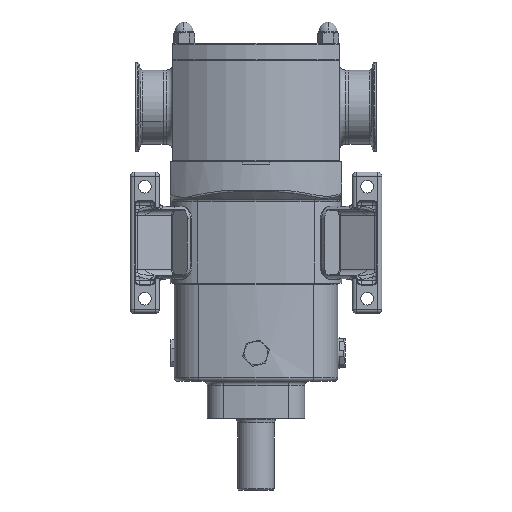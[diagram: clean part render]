
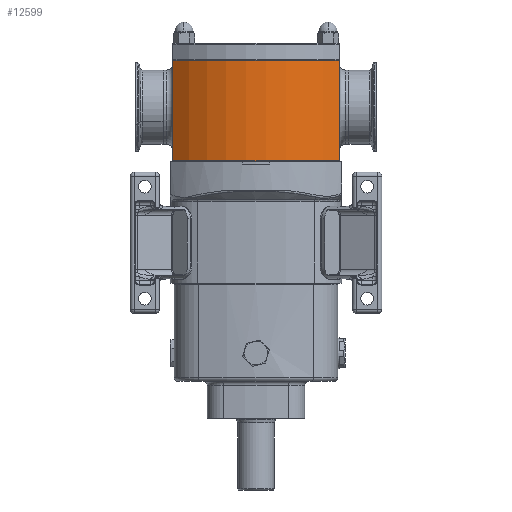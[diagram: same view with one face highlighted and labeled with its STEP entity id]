
A CAD part, front view. The second image highlights one B-rep face of the part: STEP entity #12599.
In plain terms, the highlighted cylindrical face has radius 125 mm (diameter 250 mm), a partial arc.
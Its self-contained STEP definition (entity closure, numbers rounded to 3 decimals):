
#741 = ORIENTED_EDGE ( 'NONE', *, *, #5891, .F. ) ;
#917 = CARTESIAN_POINT ( 'NONE',  ( 0., 0., 126.63 ) ) ;
#977 = AXIS2_PLACEMENT_3D ( 'NONE', #22566, #17826, #15798 ) ;
#2736 = AXIS2_PLACEMENT_3D ( 'NONE', #3203, #18904, #11992 ) ;
#3014 = LINE ( 'NONE', #11669, #27126 ) ;
#3203 = CARTESIAN_POINT ( 'NONE',  ( 0., 0., 229.28 ) ) ;
#3535 = DIRECTION ( 'NONE',  ( 0., 0., -1. ) ) ;
#5891 = EDGE_CURVE ( 'NONE', #28059, #23184, #27550, .T. ) ;
#6399 = AXIS2_PLACEMENT_3D ( 'NONE', #917, #15888, #18490 ) ;
#6743 = CYLINDRICAL_SURFACE ( 'NONE', #977, 125. ) ;
#7581 = VERTEX_POINT ( 'NONE', #12789 ) ;
#8289 = LINE ( 'NONE', #27716, #15422 ) ;
#9560 = ORIENTED_EDGE ( 'NONE', *, *, #9820, .T. ) ;
#9793 = EDGE_LOOP ( 'NONE', ( #9560, #11529, #741, #26996 ) ) ;
#9820 = EDGE_CURVE ( 'NONE', #7581, #11639, #18810, .T. ) ;
#10313 = EDGE_CURVE ( 'NONE', #23184, #11639, #3014, .T. ) ;
#11529 = ORIENTED_EDGE ( 'NONE', *, *, #10313, .F. ) ;
#11639 = VERTEX_POINT ( 'NONE', #12655 ) ;
#11669 = CARTESIAN_POINT ( 'NONE',  ( 85.5, -91.185, 229.28 ) ) ;
#11992 = DIRECTION ( 'NONE',  ( 1., 0., 0. ) ) ;
#12599 = ADVANCED_FACE ( 'NONE', ( #26459 ), #6743, .T. ) ;
#12655 = CARTESIAN_POINT ( 'NONE',  ( 85.5, -91.185, 126.63 ) ) ;
#12789 = CARTESIAN_POINT ( 'NONE',  ( -85.5, -91.185, 126.63 ) ) ;
#15422 = VECTOR ( 'NONE', #3535, 1000. ) ;
#15798 = DIRECTION ( 'NONE',  ( -1., 0., 0. ) ) ;
#15888 = DIRECTION ( 'NONE',  ( 0., 0., 1. ) ) ;
#16098 = CARTESIAN_POINT ( 'NONE',  ( -85.5, -91.185, 229.28 ) ) ;
#16533 = DIRECTION ( 'NONE',  ( 0., 0., -1. ) ) ;
#17826 = DIRECTION ( 'NONE',  ( 0., 0., -1. ) ) ;
#18490 = DIRECTION ( 'NONE',  ( 1., 0., 0. ) ) ;
#18810 = CIRCLE ( 'NONE', #6399, 125. ) ;
#18904 = DIRECTION ( 'NONE',  ( 0., 0., 1. ) ) ;
#21190 = EDGE_CURVE ( 'NONE', #28059, #7581, #8289, .T. ) ;
#21313 = CARTESIAN_POINT ( 'NONE',  ( 85.5, -91.185, 229.28 ) ) ;
#22566 = CARTESIAN_POINT ( 'NONE',  ( 0., 0., 229.28 ) ) ;
#23184 = VERTEX_POINT ( 'NONE', #21313 ) ;
#26459 = FACE_OUTER_BOUND ( 'NONE', #9793, .T. ) ;
#26996 = ORIENTED_EDGE ( 'NONE', *, *, #21190, .T. ) ;
#27126 = VECTOR ( 'NONE', #16533, 1000. ) ;
#27550 = CIRCLE ( 'NONE', #2736, 125. ) ;
#27716 = CARTESIAN_POINT ( 'NONE',  ( -85.5, -91.185, 229.28 ) ) ;
#28059 = VERTEX_POINT ( 'NONE', #16098 ) ;
